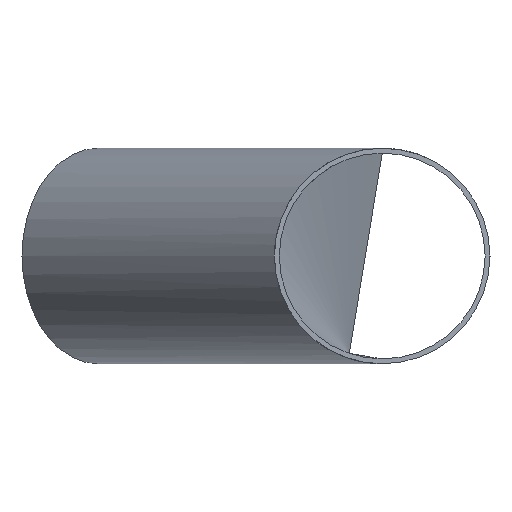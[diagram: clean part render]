
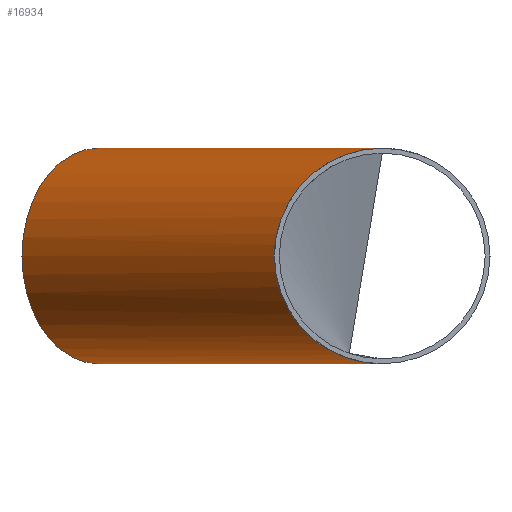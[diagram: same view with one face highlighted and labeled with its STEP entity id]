
A CAD part, left-side view. The second image highlights one B-rep face of the part: STEP entity #16934.
In plain terms, the highlighted cylindrical face has radius 57.15 mm (diameter 114.3 mm), a full revolution.
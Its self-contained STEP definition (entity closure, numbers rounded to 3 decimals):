
#1111 = CARTESIAN_POINT ( 'NONE',  ( -56.972, 0., 57.15 ) ) ;
#1286 = EDGE_CURVE ( 'NONE', #4973, #4973, #10877, .T. ) ;
#1907 = FACE_OUTER_BOUND ( 'NONE', #10617, .T. ) ;
#2625 = ORIENTED_EDGE ( 'NONE', *, *, #5990, .F. ) ;
#4032 =( BOUNDED_CURVE ( )  B_SPLINE_CURVE ( 3, ( #6363, #15506, #11745, #7684 ),
 .UNSPECIFIED., .F., .T. ) 
 B_SPLINE_CURVE_WITH_KNOTS ( ( 4, 4 ),
 ( 4.712, 7.854 ),
 .UNSPECIFIED. ) 
 CURVE ( )  GEOMETRIC_REPRESENTATION_ITEM ( )  RATIONAL_B_SPLINE_CURVE ( ( 1., 0.333, 0.333, 1. ) ) 
 REPRESENTATION_ITEM ( '' )  );
#4559 = CARTESIAN_POINT ( 'NONE',  ( 218.972, 114.3, -57.15 ) ) ;
#4973 = VERTEX_POINT ( 'NONE', #8770 ) ;
#5160 = AXIS2_PLACEMENT_3D ( 'NONE', #7343, #9960, #16617 ) ;
#5801 = CYLINDRICAL_SURFACE ( 'NONE', #15153, 57.15 ) ;
#5990 = EDGE_CURVE ( 'NONE', #12615, #16143, #14607, .T. ) ;
#6363 = CARTESIAN_POINT ( 'NONE',  ( -56.972, 0., 57.15 ) ) ;
#6606 = FACE_OUTER_BOUND ( 'NONE', #10851, .T. ) ;
#6960 = ORIENTED_EDGE ( 'NONE', *, *, #11123, .F. ) ;
#7126 = CARTESIAN_POINT ( 'NONE',  ( 218.972, 114.3, 57.15 ) ) ;
#7343 = CARTESIAN_POINT ( 'NONE',  ( 93.622, 150.594, 0. ) ) ;
#7684 = CARTESIAN_POINT ( 'NONE',  ( -56.972, 0., -57.15 ) ) ;
#8553 = CARTESIAN_POINT ( 'NONE',  ( -56.972, 0., 57.15 ) ) ;
#8770 = CARTESIAN_POINT ( 'NONE',  ( 53.211, 191.005, 0. ) ) ;
#9960 = DIRECTION ( 'NONE',  ( 0.707, 0.707, 0. ) ) ;
#10617 = EDGE_LOOP ( 'NONE', ( #2625, #6960 ) ) ;
#10851 = EDGE_LOOP ( 'NONE', ( #17010 ) ) ;
#10877 = CIRCLE ( 'NONE', #5160, 57.15 ) ;
#11123 = EDGE_CURVE ( 'NONE', #16143, #12615, #4032, .T. ) ;
#11476 = DIRECTION ( 'NONE',  ( 0.707, 0.707, 0. ) ) ;
#11745 = CARTESIAN_POINT ( 'NONE',  ( -104.317, 114.3, -57.15 ) ) ;
#12262 = CARTESIAN_POINT ( 'NONE',  ( -56.972, 0., -57.15 ) ) ;
#12413 = CARTESIAN_POINT ( 'NONE',  ( -56.972, 0., -57.15 ) ) ;
#12615 = VERTEX_POINT ( 'NONE', #12262 ) ;
#14607 =( BOUNDED_CURVE ( )  B_SPLINE_CURVE ( 3, ( #12413, #4559, #7126, #8553 ),
 .UNSPECIFIED., .F., .T. ) 
 B_SPLINE_CURVE_WITH_KNOTS ( ( 4, 4 ),
 ( 1.571, 4.712 ),
 .UNSPECIFIED. ) 
 CURVE ( )  GEOMETRIC_REPRESENTATION_ITEM ( )  RATIONAL_B_SPLINE_CURVE ( ( 1., 0.333, 0.333, 1. ) ) 
 REPRESENTATION_ITEM ( '' )  );
#14680 = DIRECTION ( 'NONE',  ( -0.707, 0.707, 0. ) ) ;
#15153 = AXIS2_PLACEMENT_3D ( 'NONE', #15269, #11476, #14680 ) ;
#15269 = CARTESIAN_POINT ( 'NONE',  ( 93.622, 150.594, 0. ) ) ;
#15506 = CARTESIAN_POINT ( 'NONE',  ( -104.317, 114.3, 57.15 ) ) ;
#16143 = VERTEX_POINT ( 'NONE', #1111 ) ;
#16617 = DIRECTION ( 'NONE',  ( -0.707, 0.707, 0. ) ) ;
#16934 = ADVANCED_FACE ( 'NONE', ( #1907, #6606 ), #5801, .T. ) ;
#17010 = ORIENTED_EDGE ( 'NONE', *, *, #1286, .F. ) ;
